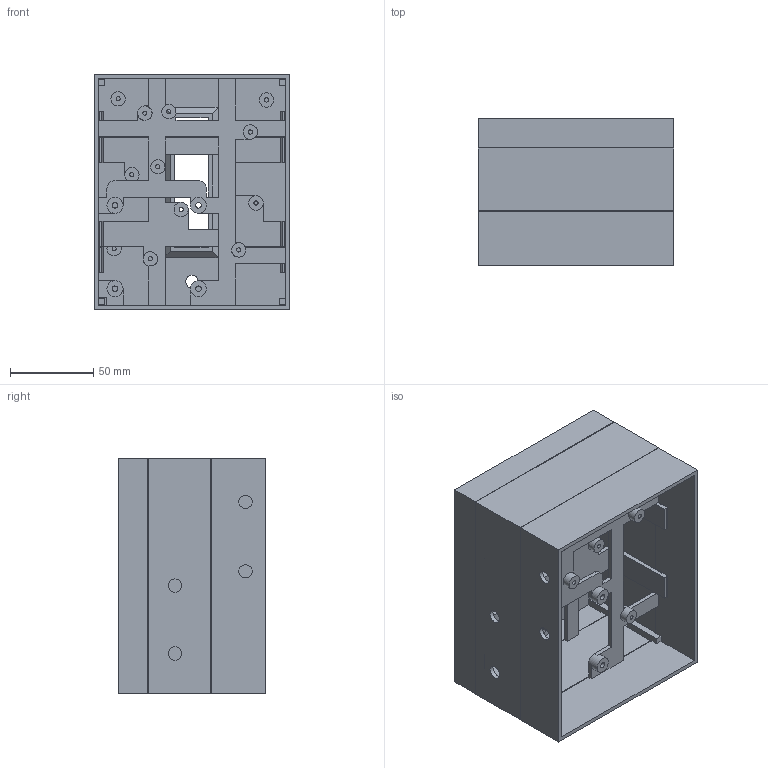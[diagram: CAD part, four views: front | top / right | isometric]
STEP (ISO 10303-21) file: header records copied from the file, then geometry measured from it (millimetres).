
FILE_DESCRIPTION(/* description */ (''),/* implementation_level */ '2;1');
FILE_NAME(/* name */ 'HeaterCase.step',/* time_stamp */ '2020-09-13T21:15:33+02:00',/* author */ (''),/* organization */ (''),/* preprocessor_version */ 'ST-DEVELOPER v18.1',/* originating_system */ 'Autodesk Translation Framework v9.3.0.1241',/* authorisation */ '');
FILE_SCHEMA (('AUTOMOTIVE_DESIGN { 1 0 10303 214 3 1 1 }'));
Length unit declared in the file: millimetre
Products named in the file (4): HeaterCase; DisplayPart; MainbardAndMosfets; Sensors_5VReg_Fan_Base
Assembly tree (3 placements, depth 2):
  HeaterCase
    DisplayPart
    MainbardAndMosfets
    Sensors_5VReg_Fan_Base
Bounding box: 117.3 x 88.1 x 141 mm (x, y, z)
Volume: 192710.7 mm3; surface area: 157491 mm2
Topology: 3 solids, 3 shells, 371 faces, 1092 edges, 724 vertices
Faces by surface type: plane 328, cylinder 43
Full cylindrical faces by diameter (mm): 2.529 x14, 3.332 x4, 7.5 x1, 8 x4, 8.6 x13, 9.6 x4
Entity records: 12447 total; most frequent: CARTESIAN_POINT 2194, ORIENTED_EDGE 2184, DIRECTION 1956, EDGE_CURVE 1092, LINE 984, VECTOR 984, VERTEX_POINT 724, AXIS2_PLACEMENT_3D 486
